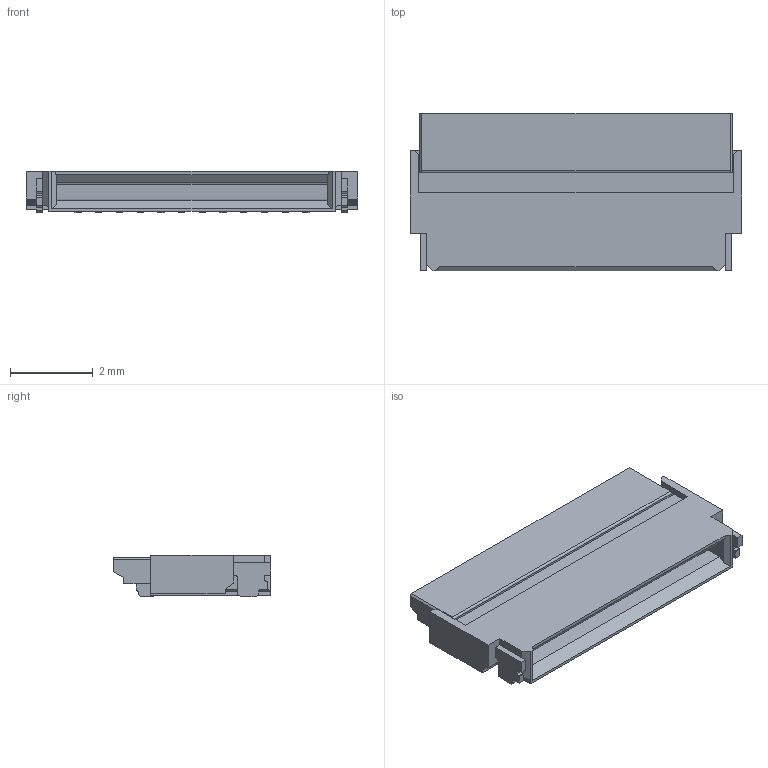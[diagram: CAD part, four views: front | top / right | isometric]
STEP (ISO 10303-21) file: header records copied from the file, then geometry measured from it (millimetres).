
FILE_DESCRIPTION(/* description */ (''),/* implementation_level */ '2;1');
FILE_NAME(/* name */ 'FH34SRJ-12S-0.5SH.step',/* time_stamp */ '2023-04-17T12:08:03+01:00',/* author */ (''),/* organization */ (''),/* preprocessor_version */ 'ST-DEVELOPER v19.2',/* originating_system */ 'Autodesk Translation Framework v12.4.0.73',/* authorisation */ '');
FILE_SCHEMA (('AUTOMOTIVE_DESIGN { 1 0 10303 214 3 1 1 }'));
Length unit declared in the file: millimetre
Products named in the file (1): (Unsaved)
Bounding box: 8 x 3.8 x 1 mm (x, y, z)
Volume: 21 mm3; surface area: 102.3 mm2
Topology: 1 solids, 1 shells, 289 faces, 821 edges, 536 vertices
Faces by surface type: plane 254, cylinder 35
Entity records: 9253 total; most frequent: CARTESIAN_POINT 1647, ORIENTED_EDGE 1642, DIRECTION 1471, EDGE_CURVE 821, LINE 751, VECTOR 751, VERTEX_POINT 536, AXIS2_PLACEMENT_3D 360
